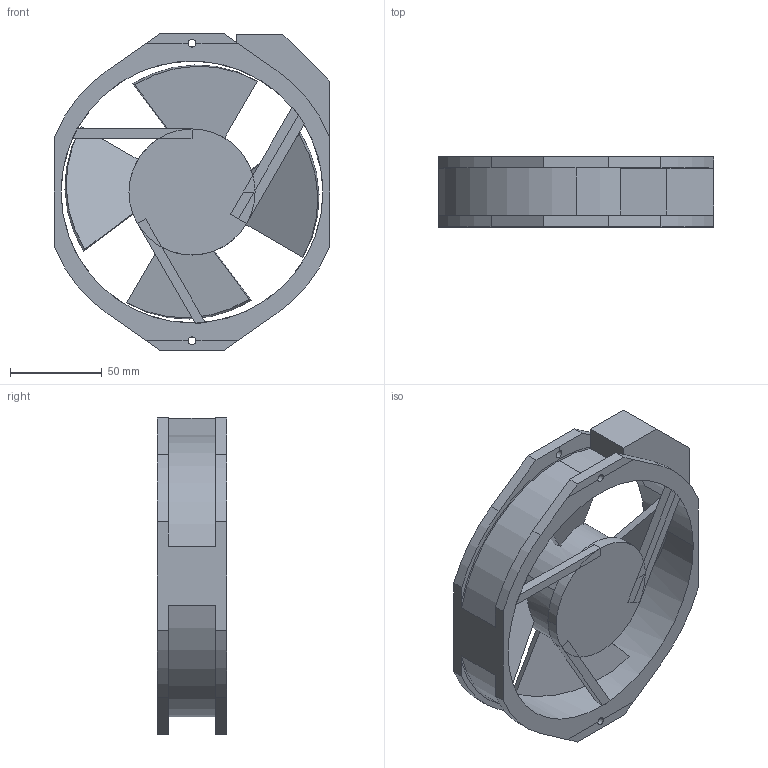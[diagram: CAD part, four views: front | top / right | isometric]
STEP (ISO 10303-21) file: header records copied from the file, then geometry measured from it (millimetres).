
FILE_DESCRIPTION(('starvars output'),'2;1');
FILE_NAME('5915PC-10T-B10-B00_3D.stp','11:21:33 2012/10/18',( 'Thomas Industrial Network Germany GmbH'),( 'Thomas Industrial Network Germany GmbH'),'unknown preprocess','ACIS' ,'unknown authorization');
FILE_SCHEMA(('AUTOMOTIVE_DESIGN_CC2 {UNKNOWN IMPLEMENTATION LEVEL}'));
Length unit declared in the file: millimetre
Products named in the file (1): PRODUCT_ID_1
Bounding box: 150 x 38 x 172 mm (x, y, z)
Volume: 306361 mm3; surface area: 88870.1 mm2
Topology: 1 solids, 1 shells, 121 faces, 354 edges, 228 vertices
Faces by surface type: plane 82, cylinder 39
Entity records: 4485 total; most frequent: ORIENTED_EDGE 712, CARTESIAN_POINT 568, DIRECTION 507, EDGE_CURVE 356, VERTEX_POINT 230, VECTOR 169, LINE 169, AXIS2_PLACEMENT_3D 169
